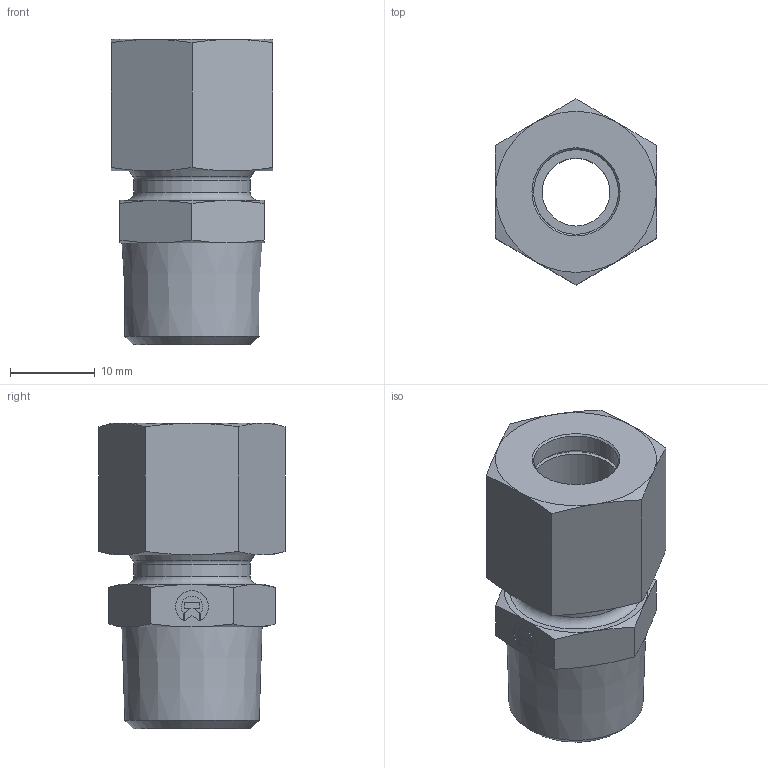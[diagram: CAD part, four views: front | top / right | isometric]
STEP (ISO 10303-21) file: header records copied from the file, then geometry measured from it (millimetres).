
FILE_DESCRIPTION((''),'2;1');
FILE_NAME('02001101616.stp','2014-09-18T09:53:12',(''),('KNOMI spol. s r. o.'),'Autodesk Inventor 2012','Autodesk Inventor 2012','');
FILE_SCHEMA(('AUTOMOTIVE_DESIGN { 1 2 10303 214 0 1 1 1 }'));
Length unit declared in the file: millimetre
Products named in the file (4): PHCM2K 10LM16kuž M16x1,5kuž/M16x1,5; 01001 10 1616; 40110; 3911016
Assembly tree (3 placements, depth 2):
  PHCM2K 10LM16kuž M16x1,5kuž/M16x1,5
    01001 10 1616
    40110
    3911016
Bounding box: 19 x 21.94 x 36 mm (x, y, z)
Volume: 7060.3 mm3; surface area: 5356.6 mm2
Topology: 3 solids, 3 shells, 104 faces, 238 edges, 147 vertices
Faces by surface type: plane 51, cone 37, cylinder 13, torus 3
Full cylindrical faces by diameter (mm): 8 x1, 10 x3, 12.3 x1, 13.7 x1, 14 x1, 14.376 x1, 16 x1
Entity records: 2885 total; most frequent: CARTESIAN_POINT 553, DIRECTION 444, ORIENTED_EDGE 412, EDGE_CURVE 206, AXIS2_PLACEMENT_3D 175, EDGE_LOOP 142, VERTEX_POINT 140, STYLED_ITEM 105
